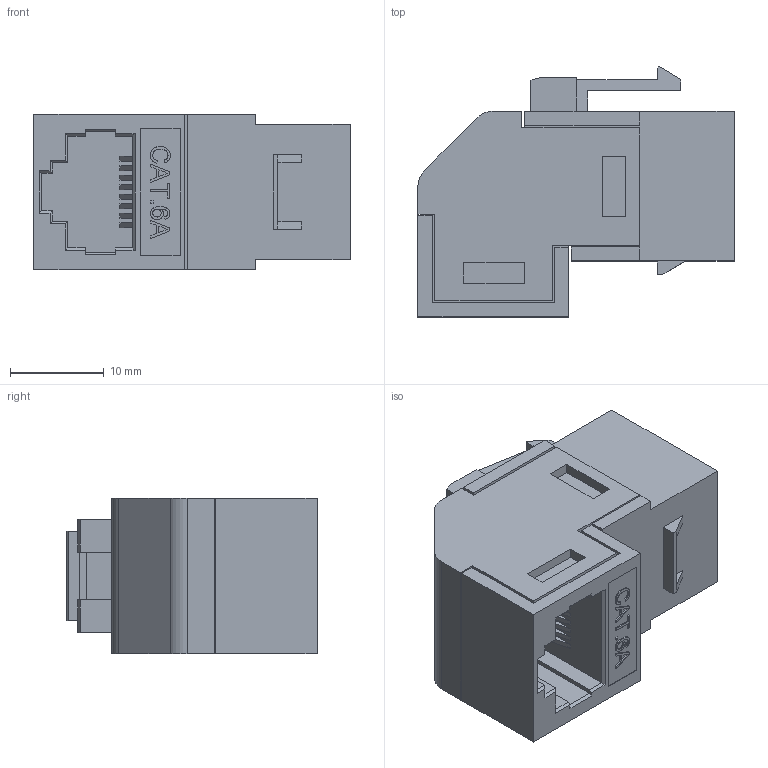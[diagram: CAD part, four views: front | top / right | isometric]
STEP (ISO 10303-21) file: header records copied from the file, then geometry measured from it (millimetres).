
FILE_DESCRIPTION (( 'STEP AP214' ), '1' );
FILE_NAME ('TDG1026KS-RAC6A_3D.step', '2025-07-22T21:13:23', ( '' ), ( '' ), 'SwSTEP 2.0', 'SolidWorks 2022', '' );
FILE_SCHEMA (( 'AUTOMOTIVE_DESIGN' ));
Length unit declared in the file: inch
Products named in the file (1): TDG1026KS-RAC6A_3D
Bounding box: 33.8 x 26.74 x 16.66 mm (x, y, z)
Volume: 8071.8 mm3; surface area: 4861.6 mm2
Topology: 1 solids, 1 shells, 405 faces, 1095 edges, 720 vertices
Faces by surface type: plane 349, bspline 54, cylinder 2
Entity records: 15536 total; most frequent: CARTESIAN_POINT 5618, ORIENTED_EDGE 2190, DIRECTION 1695, EDGE_CURVE 1095, VECTOR 983, LINE 983, VERTEX_POINT 720, EDGE_LOOP 465
